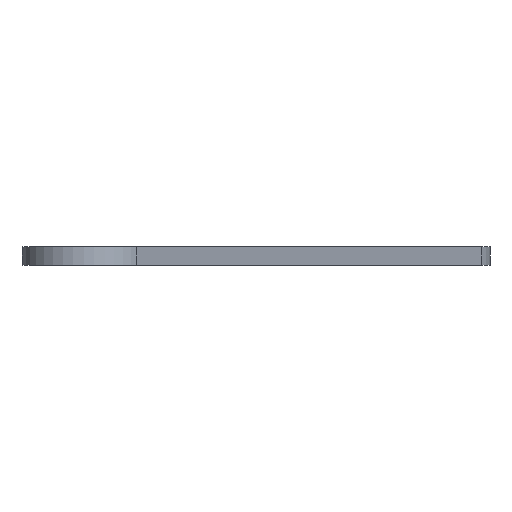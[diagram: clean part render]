
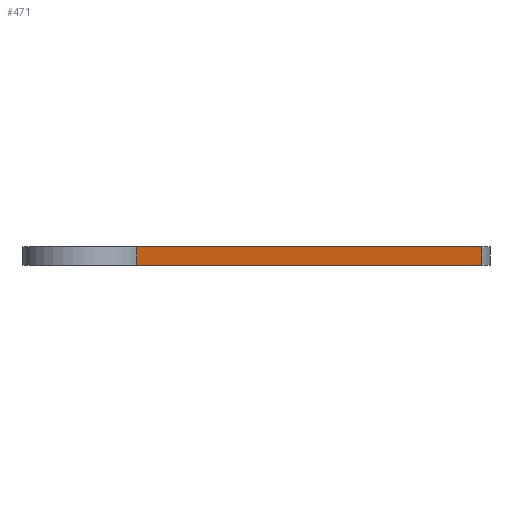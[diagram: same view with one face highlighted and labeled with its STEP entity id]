
A CAD part, front view. The second image highlights one B-rep face of the part: STEP entity #471.
In plain terms, the highlighted planar face has unit normal (0.866, -0.5, 0).
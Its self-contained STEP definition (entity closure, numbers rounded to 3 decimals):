
#1 = LINE ( 'NONE', #351, #492 ) ;
#45 = AXIS2_PLACEMENT_3D ( 'NONE', #293, #496, #217 ) ;
#50 = EDGE_CURVE ( 'NONE', #148, #910, #703, .T. ) ;
#59 = CARTESIAN_POINT ( 'NONE',  ( 36.66, -149.055, 0. ) ) ;
#68 = CARTESIAN_POINT ( 'NONE',  ( 36.66, -149.055, 0. ) ) ;
#71 = PLANE ( 'NONE',  #45 ) ;
#121 = VECTOR ( 'NONE', #413, 1000. ) ;
#126 = CARTESIAN_POINT ( 'NONE',  ( -38., -278.37, 3. ) ) ;
#148 = VERTEX_POINT ( 'NONE', #68 ) ;
#164 = ORIENTED_EDGE ( 'NONE', *, *, #320, .F. ) ;
#214 = ORIENTED_EDGE ( 'NONE', *, *, #50, .T. ) ;
#217 = DIRECTION ( 'NONE',  ( -0.5, -0.866, 0. ) ) ;
#278 = LINE ( 'NONE', #587, #121 ) ;
#293 = CARTESIAN_POINT ( 'NONE',  ( -38., -278.37, 0. ) ) ;
#304 = EDGE_CURVE ( 'NONE', #737, #734, #278, .T. ) ;
#320 = EDGE_CURVE ( 'NONE', #148, #734, #1, .T. ) ;
#351 = CARTESIAN_POINT ( 'NONE',  ( -38., -278.37, 0. ) ) ;
#352 = DIRECTION ( 'NONE',  ( -0.5, -0.866, 0. ) ) ;
#413 = DIRECTION ( 'NONE',  ( 0., 0., -1. ) ) ;
#471 = ADVANCED_FACE ( 'NONE', ( #553 ), #71, .F. ) ;
#475 = EDGE_CURVE ( 'NONE', #910, #737, #630, .T. ) ;
#483 = VECTOR ( 'NONE', #548, 1000. ) ;
#492 = VECTOR ( 'NONE', #793, 1000. ) ;
#496 = DIRECTION ( 'NONE',  ( -0.866, 0.5, 0. ) ) ;
#530 = VECTOR ( 'NONE', #352, 1000. ) ;
#548 = DIRECTION ( 'NONE',  ( 0., 0., 1. ) ) ;
#553 = FACE_OUTER_BOUND ( 'NONE', #564, .T. ) ;
#561 = CARTESIAN_POINT ( 'NONE',  ( 36.66, -149.055, 3. ) ) ;
#564 = EDGE_LOOP ( 'NONE', ( #813, #805, #164, #214 ) ) ;
#587 = CARTESIAN_POINT ( 'NONE',  ( -19.34, -246.049, 0. ) ) ;
#596 = CARTESIAN_POINT ( 'NONE',  ( -19.34, -246.049, 0. ) ) ;
#630 = LINE ( 'NONE', #126, #530 ) ;
#703 = LINE ( 'NONE', #59, #483 ) ;
#734 = VERTEX_POINT ( 'NONE', #596 ) ;
#737 = VERTEX_POINT ( 'NONE', #748 ) ;
#748 = CARTESIAN_POINT ( 'NONE',  ( -19.34, -246.049, 3. ) ) ;
#793 = DIRECTION ( 'NONE',  ( -0.5, -0.866, 0. ) ) ;
#805 = ORIENTED_EDGE ( 'NONE', *, *, #304, .T. ) ;
#813 = ORIENTED_EDGE ( 'NONE', *, *, #475, .T. ) ;
#910 = VERTEX_POINT ( 'NONE', #561 ) ;
